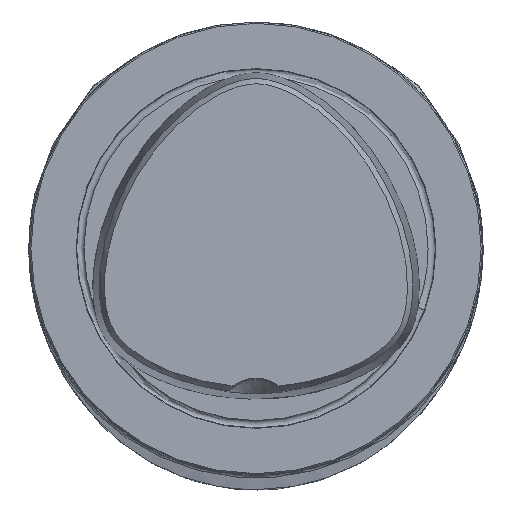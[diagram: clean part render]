
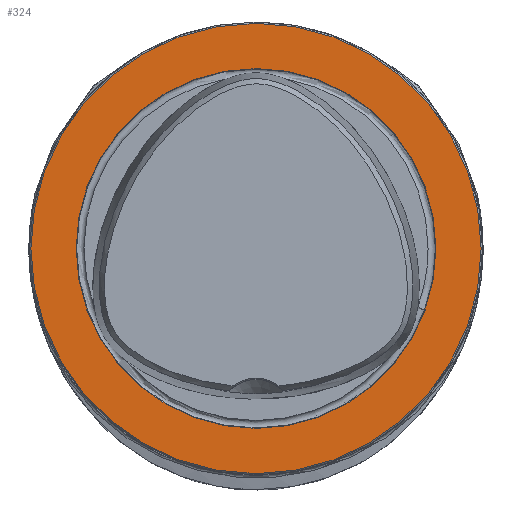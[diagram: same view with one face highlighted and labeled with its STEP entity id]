
A CAD part, top view. The second image highlights one B-rep face of the part: STEP entity #324.
In plain terms, the highlighted planar face has unit normal (0, 0, 1).
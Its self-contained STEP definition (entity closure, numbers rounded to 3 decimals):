
#118=FACE_BOUND('',#539,.T.);
#119=FACE_BOUND('',#540,.T.);
#171=CIRCLE('',#1730,49.7);
#172=CIRCLE('',#1732,39.714);
#324=ADVANCED_FACE('CU_E_LO_SU_1',(#118,#119),#396,.F.);
#396=PLANE('',#1733);
#539=EDGE_LOOP('',(#807));
#540=EDGE_LOOP('',(#808));
#807=ORIENTED_EDGE('',*,*,#1347,.F.);
#808=ORIENTED_EDGE('',*,*,#1346,.T.);
#1171=VERTEX_POINT('',#8700);
#1172=VERTEX_POINT('',#8703);
#1346=EDGE_CURVE('',#1171,#1171,#171,.T.);
#1347=EDGE_CURVE('',#1172,#1172,#172,.T.);
#1730=AXIS2_PLACEMENT_3D('',#8699,#1990,#1991);
#1732=AXIS2_PLACEMENT_3D('',#8702,#1994,#1995);
#1733=AXIS2_PLACEMENT_3D('',#8704,#1996,#1997);
#1990=DIRECTION('',(0.,0.,1.));
#1991=DIRECTION('',(1.,0.,0.));
#1994=DIRECTION('',(0.,0.,1.));
#1995=DIRECTION('',(1.,0.,0.));
#1996=DIRECTION('',(0.,0.,-1.));
#1997=DIRECTION('',(-1.,0.,0.));
#8699=CARTESIAN_POINT('',(0.,0.,0.));
#8700=CARTESIAN_POINT('',(49.7,0.,0.));
#8702=CARTESIAN_POINT('',(0.,0.,0.));
#8703=CARTESIAN_POINT('',(39.714,0.,0.));
#8704=CARTESIAN_POINT('',(0.,-49.7,0.));
